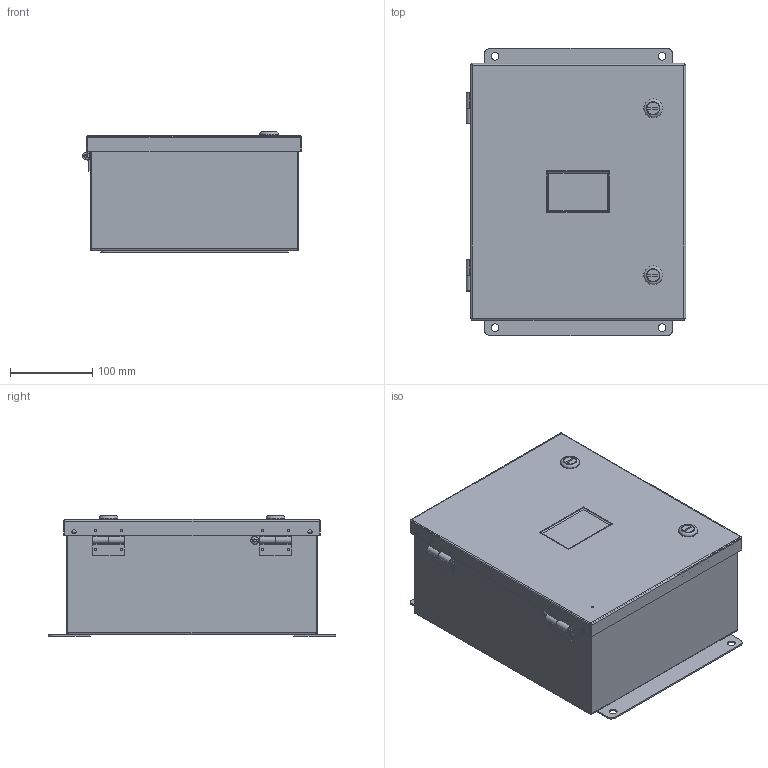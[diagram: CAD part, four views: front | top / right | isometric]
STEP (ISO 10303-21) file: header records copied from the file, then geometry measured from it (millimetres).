
FILE_DESCRIPTION( ( 'Unknown' ), '1' );
FILE_NAME( 'FB104.stp', 'Unknown', ( 'Unknown' ), ( 'Unknown' ), 'PSStep 16.0.42', 'Unknown', ' ' );
FILE_SCHEMA( ( 'AUTOMOTIVE_DESIGN { 1 0 10303 214 1 1 1 1 }' ) );
Length unit declared in the file: millimetre
Products named in the file (28): LOCK AVEC TOURNEVIS TYPE 4-12 SANS CAME-oa8; HOSING-oa0; INSERT POUR TOURNEVIS-oa1; NOIX DE FIXATION-oa2; Oring-oa3; Oring-oa4; SEAL BLANC-oa5; STOPPER DESSOUS-oa6; VIS DE RETENUE DE LA CAME-oa7; A16RS; CAME RS; FB100-MONO_16GA_BOITIER; FB100-B_16GA; 0.250-20 x 0.500.SS_CKL 118-504-201; Penture S Inox - Matritech - GAUCHE_boitier; FB100-P_14GA; FB100_16GA_COUVERCLE; FB100-C_16GA; FB100_GASKET; 10-32 x 0.500 AC_CD 201-008-772; Penture S Inox - Matritech - GAUCHE_porte; Assem1; FW_0.2500; HN_0.2500; SEAL ROUGE; 10-32 x 0.312-FENTE-carré; FB100-BP_16GA; BEL 33
Assembly tree (43 placements, depth 5):
  Assem1
    FW_0.2500  x4
    HN_0.2500  x4
    SEAL ROUGE
    10-32 x 0.312-FENTE-carré
    FB100-BP_16GA
    BEL 33  x4
    FB100-MONO_16GA_BOITIER
      FB100-B_16GA
      0.250-20 x 0.500.SS_CKL 118-504-201  x4
      Penture S Inox - Matritech - GAUCHE_boitier  x2
      FB100-P_14GA  x2
    FB100_16GA_COUVERCLE
      FB100-C_16GA
      FB100_GASKET
      10-32 x 0.500 AC_CD 201-008-772
      Penture S Inox - Matritech - GAUCHE_porte  x2
      A16RS  x2
        CAME RS
        LOCK AVEC TOURNEVIS TYPE 4-12 SANS CAME-oa8
          HOSING-oa0
          INSERT POUR TOURNEVIS-oa1
          NOIX DE FIXATION-oa2
          Oring-oa3
          Oring-oa4
          SEAL BLANC-oa5
          STOPPER DESSOUS-oa6
          VIS DE RETENUE DE LA CAME-oa7
Bounding box: 266.76 x 349.25 x 146.43 mm (x, y, z)
Volume: 950868.6 mm3; surface area: 1018777.7 mm2
Topology: 47 solids, 47 shells, 2182 faces, 5339 edges, 3429 vertices
Faces by surface type: plane 1268, cylinder 432, bspline 220, extrusion 140, cone 60, torus 54, sphere 8
Full cylindrical faces by diameter (mm): 0.508 x1, 0.794 x4, 3.023 x5, 3.162 x8, 3.175 x13, 3.302 x8, 4.293 x1, 4.775 x2, 4.801 x1, 4.826 x2, 5.105 x2, 5.563 x4, 5.588 x4, 5.715 x4, 5.791 x8, 5.994 x4, 6.096 x4, 6.35 x12, 6.502 x1, 6.985 x2, 7.137 x4, 7.925 x8, 8.23 x4, 9.525 x10, 9.881 x2, 9.906 x4, 10.084 x2, 11.176 x2, 11.862 x2, 12.192 x2
Entity records: 87372 total; most frequent: CARTESIAN_POINT 45378, ORIENTED_EDGE 6504, DIRECTION 5087, EDGE_CURVE 3252, VERTEX_POINT 2171, EDGE_LOOP 1811, AXIS2_PLACEMENT_3D 1743, VECTOR 1601
